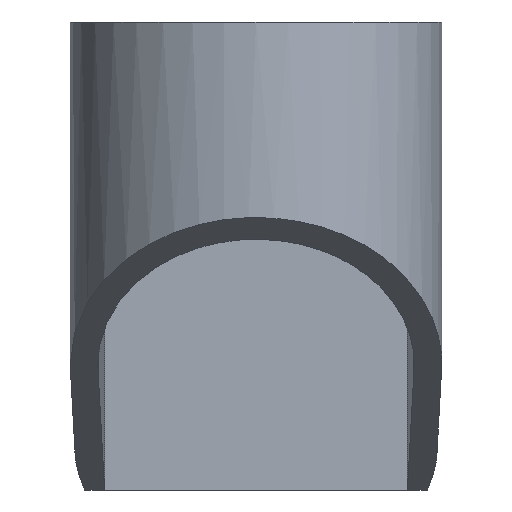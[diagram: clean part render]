
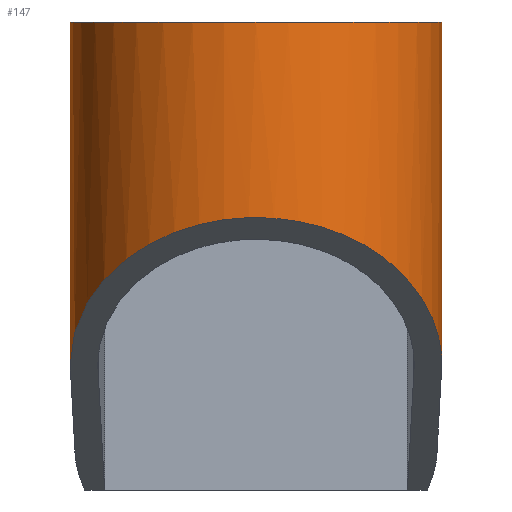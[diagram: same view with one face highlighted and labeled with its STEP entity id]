
A CAD part, front view. The second image highlights one B-rep face of the part: STEP entity #147.
In plain terms, the highlighted cylindrical face has radius 13.5 mm (diameter 27 mm), a partial arc.
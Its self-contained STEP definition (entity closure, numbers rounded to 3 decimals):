
#25 = CIRCLE ( 'NONE', #394, 13.5 ) ;
#40 = DIRECTION ( 'NONE',  ( 0., 0., -1. ) ) ;
#44 = CARTESIAN_POINT ( 'NONE',  ( 24.5, -13., -24.893 ) ) ;
#50 = FACE_OUTER_BOUND ( 'NONE', #789, .T. ) ;
#53 = CARTESIAN_POINT ( 'NONE',  ( 24.5, -13., 39.844 ) ) ;
#140 = DIRECTION ( 'NONE',  ( 0., 0., 1. ) ) ;
#147 = ADVANCED_FACE ( 'NONE', ( #50 ), #801, .T. ) ;
#148 = LINE ( 'NONE', #53, #181 ) ;
#152 = CARTESIAN_POINT ( 'NONE',  ( -2.5, -13., 0. ) ) ;
#157 = CARTESIAN_POINT ( 'NONE',  ( 11., -13., 39.844 ) ) ;
#181 = VECTOR ( 'NONE', #412, 1000. ) ;
#194 = EDGE_CURVE ( 'NONE', #284, #625, #1101, .T. ) ;
#219 = CARTESIAN_POINT ( 'NONE',  ( 11., -13., 0. ) ) ;
#284 = VERTEX_POINT ( 'NONE', #1084 ) ;
#291 = ORIENTED_EDGE ( 'NONE', *, *, #476, .F. ) ;
#324 = CARTESIAN_POINT ( 'NONE',  ( -2.5, -40., -3.511 ) ) ;
#369 = DIRECTION ( 'NONE',  ( 0., 0., -1. ) ) ;
#394 = AXIS2_PLACEMENT_3D ( 'NONE', #219, #140, #503 ) ;
#412 = DIRECTION ( 'NONE',  ( 0., 0., -1. ) ) ;
#444 = EDGE_CURVE ( 'NONE', #994, #284, #1131, .T. ) ;
#476 = EDGE_CURVE ( 'NONE', #994, #814, #25, .T. ) ;
#503 = DIRECTION ( 'NONE',  ( -1., 0., 0. ) ) ;
#514 = CARTESIAN_POINT ( 'NONE',  ( -2.5, -13., -24.893 ) ) ;
#539 = CARTESIAN_POINT ( 'NONE',  ( 24.5, -13., -24.893 ) ) ;
#589 = CARTESIAN_POINT ( 'NONE',  ( -2.5, -13., 39.844 ) ) ;
#620 = CARTESIAN_POINT ( 'NONE',  ( 24.5, -40., -3.511 ) ) ;
#625 = VERTEX_POINT ( 'NONE', #539 ) ;
#631 = ORIENTED_EDGE ( 'NONE', *, *, #662, .F. ) ;
#662 = EDGE_CURVE ( 'NONE', #814, #625, #148, .T. ) ;
#759 = VECTOR ( 'NONE', #369, 1000. ) ;
#789 = EDGE_LOOP ( 'NONE', ( #631, #291, #939, #1179 ) ) ;
#801 = CYLINDRICAL_SURFACE ( 'NONE', #1174, 13.5 ) ;
#814 = VERTEX_POINT ( 'NONE', #925 ) ;
#925 = CARTESIAN_POINT ( 'NONE',  ( 24.5, -13., 0. ) ) ;
#939 = ORIENTED_EDGE ( 'NONE', *, *, #444, .T. ) ;
#994 = VERTEX_POINT ( 'NONE', #152 ) ;
#1084 = CARTESIAN_POINT ( 'NONE',  ( -2.5, -13., -24.893 ) ) ;
#1101 =( BOUNDED_CURVE ( )  B_SPLINE_CURVE ( 3, ( #514, #324, #620, #44 ),
 .UNSPECIFIED., .F., .T. ) 
 B_SPLINE_CURVE_WITH_KNOTS ( ( 4, 4 ),
 ( 1.571, 4.712 ),
 .UNSPECIFIED. ) 
 CURVE ( )  GEOMETRIC_REPRESENTATION_ITEM ( )  RATIONAL_B_SPLINE_CURVE ( ( 1., 0.333, 0.333, 1. ) ) 
 REPRESENTATION_ITEM ( '' )  );
#1131 = LINE ( 'NONE', #589, #759 ) ;
#1162 = DIRECTION ( 'NONE',  ( -1., 0., 0. ) ) ;
#1174 = AXIS2_PLACEMENT_3D ( 'NONE', #157, #40, #1162 ) ;
#1179 = ORIENTED_EDGE ( 'NONE', *, *, #194, .T. ) ;
